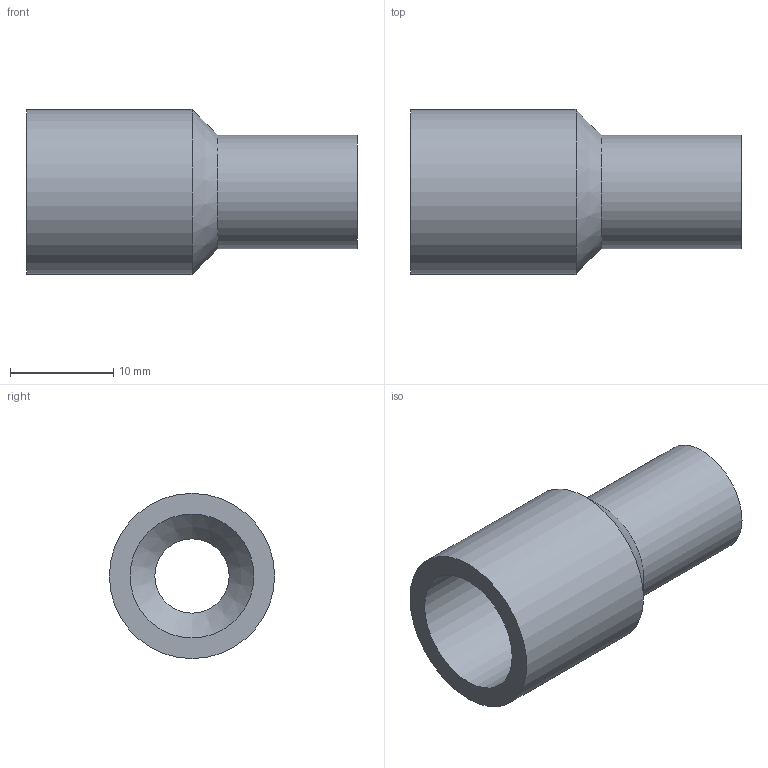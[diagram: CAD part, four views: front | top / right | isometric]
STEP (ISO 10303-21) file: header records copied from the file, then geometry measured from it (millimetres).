
FILE_DESCRIPTION((''),'2;1');
FILE_NAME('PV50090A016012008.stp','2022-02-21T09:34:43',('RL'),(''),'Autodesk Inventor 2012','Autodesk Inventor 2012','');
FILE_SCHEMA(('AUTOMOTIVE_DESIGN { 1 0 10303 214 1 1 1 1 }'));
Length unit declared in the file: millimetre
Products named in the file (1): PV50090A016012008
Bounding box: 32 x 16 x 16 mm (x, y, z)
Volume: 2243 mm3; surface area: 2599.8 mm2
Topology: 1 solids, 1 shells, 10 faces, 17 edges, 10 vertices
Faces by surface type: cylinder 5, plane 3, cone 2
Full cylindrical faces by diameter (mm): 7.2 x1, 8 x1, 11 x1, 12 x1, 16 x1
Entity records: 241 total; most frequent: DIRECTION 42, CARTESIAN_POINT 31, AXIS2_PLACEMENT_3D 21, ORIENTED_EDGE 20, EDGE_LOOP 20, VERTEX_POINT 10, CIRCLE 10, EDGE_CURVE 10
